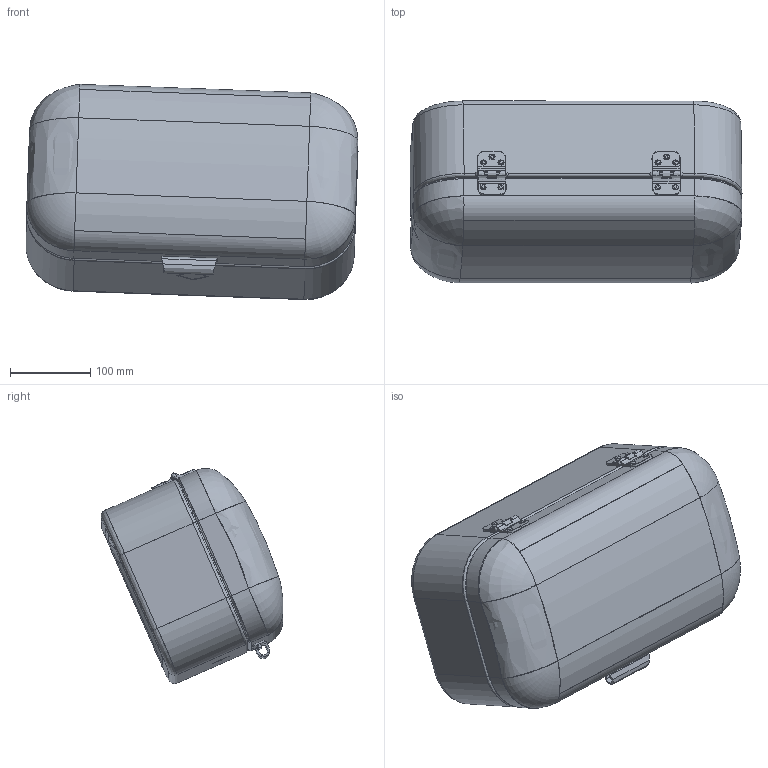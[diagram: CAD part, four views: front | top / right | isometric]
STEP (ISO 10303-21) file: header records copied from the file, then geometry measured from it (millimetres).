
FILE_DESCRIPTION(/* description */ (''),/* implementation_level */ '2;1');
FILE_NAME(/* name */ 'Grandy.stp',/* time_stamp */ '2024-06-13T09:59:09+02:00',/* author */ ('b.boecker'),/* organization */ ('Wesco'),/* preprocessor_version */ 'ST-DEVELOPER v20',/* originating_system */ 'Autodesk Inventor 2025',/* authorisation */ '');
FILE_SCHEMA (('AUTOMOTIVE_DESIGN { 1 0 10303 214 3 1 1 }'));
Products named in the file (8): Grandy; 235 Deckel; 3701004-1 Griff 1; Rumpf; Achse2; Grandy Scharnier; Grandy Scharnier 2v2; IFI 505 - 44
Assembly tree (21 placements, depth 2):
  Grandy
    235 Deckel
    3701004-1 Griff 1
    Rumpf
    Achse2  x2
    Grandy Scharnier  x2
    Grandy Scharnier 2v2  x2
    IFI 505 - 44  x12
Bounding box: 414.5 x 227.03 x 268.63 mm (x, y, z)
Volume: 475766.7 mm3; surface area: 759741.6 mm2
Topology: 31 solids, 31 shells, 961 faces, 2267 edges, 1360 vertices
Faces by surface type: bspline 283, cylinder 266, plane 178, torus 166, sphere 58, cone 10
Full cylindrical faces by diameter (mm): 3.25 x12, 4 x8, 4.2 x22, 4.5 x2, 6.65 x12
Entity records: 39406 total; most frequent: CARTESIAN_POINT 24664, ORIENTED_EDGE 3262, DIRECTION 2557, EDGE_CURVE 1631, AXIS2_PLACEMENT_3D 1061, VERTEX_POINT 1032, EDGE_LOOP 687, FACE_OUTER_BOUND 637
